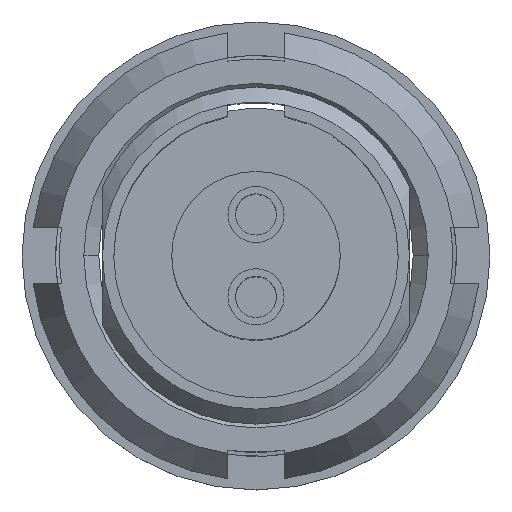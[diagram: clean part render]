
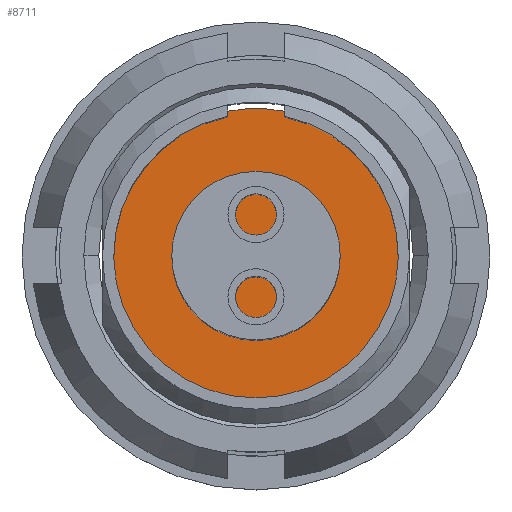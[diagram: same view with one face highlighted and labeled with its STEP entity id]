
A CAD part, top view. The second image highlights one B-rep face of the part: STEP entity #8711.
In plain terms, the highlighted planar face has unit normal (0, 0, 1).
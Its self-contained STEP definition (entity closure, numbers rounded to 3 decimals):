
#8592=CARTESIAN_POINT('',(0.76,3.876,7.3));
#8593=VERTEX_POINT('',#8592);
#8607=CARTESIAN_POINT('',(0.76,3.723,7.3));
#8608=VERTEX_POINT('',#8607);
#8609=CARTESIAN_POINT('',(0.76,3.723,7.3));
#8610=DIRECTION('',(0.0,1.0,0.0));
#8611=VECTOR('',#8610,0.153);
#8612=LINE('',#8609,#8611);
#8613=EDGE_CURVE('',#8608,#8593,#8612,.T.);
#8637=CARTESIAN_POINT('',(-0.76,3.723,7.3));
#8638=VERTEX_POINT('',#8637);
#8645=CARTESIAN_POINT('',(-0.76,3.876,7.3));
#8646=VERTEX_POINT('',#8645);
#8647=CARTESIAN_POINT('',(-0.76,3.876,7.3));
#8648=DIRECTION('',(0.0,-1.0,0.0));
#8649=VECTOR('',#8648,0.153);
#8650=LINE('',#8647,#8649);
#8651=EDGE_CURVE('',#8646,#8638,#8650,.T.);
#8676=CARTESIAN_POINT('',(0.,0.,7.3));
#8677=DIRECTION('',(0.0,0.0,-1.0));
#8678=DIRECTION('',(0.0,-1.0,0.0));
#8679=AXIS2_PLACEMENT_3D('',#8676,#8677,#8678);
#8680=CIRCLE('',#8679,3.8);
#8681=EDGE_CURVE('',#8608,#8638,#8680,.T.);
#8694=CARTESIAN_POINT('',(0.,0.,7.3));
#8695=DIRECTION('',(0.0,0.0,-1.0));
#8696=DIRECTION('',(0.0,-1.0,0.0));
#8697=AXIS2_PLACEMENT_3D('',#8694,#8695,#8696);
#8698=PLANE('',#8697);
#8699=ORIENTED_EDGE('',*,*,#8681,.F.);
#8700=ORIENTED_EDGE('',*,*,#8613,.T.);
#8701=CARTESIAN_POINT('',(0.,0.,7.3));
#8702=DIRECTION('',(0.0,0.0,1.0));
#8703=DIRECTION('',(1.0,0.0,0.0));
#8704=AXIS2_PLACEMENT_3D('',#8701,#8702,#8703);
#8705=CIRCLE('',#8704,3.95);
#8706=EDGE_CURVE('',#8593,#8646,#8705,.T.);
#8707=ORIENTED_EDGE('',*,*,#8706,.T.);
#8708=ORIENTED_EDGE('',*,*,#8651,.T.);
#8709=EDGE_LOOP('',(#8699,#8700,#8707,#8708));
#8710=FACE_OUTER_BOUND('',#8709,.T.);
#8711=ADVANCED_FACE('',(#8710),#8698,.F.);
